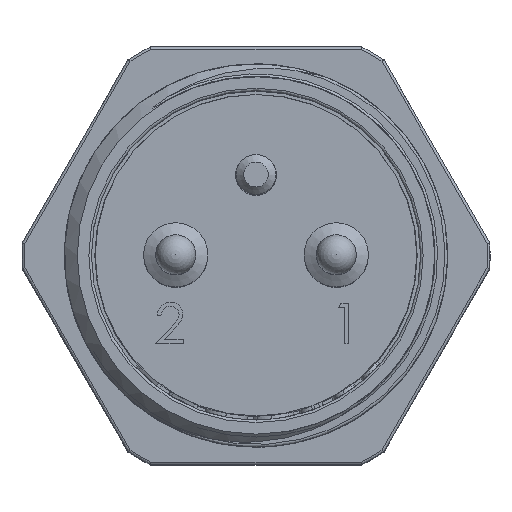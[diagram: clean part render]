
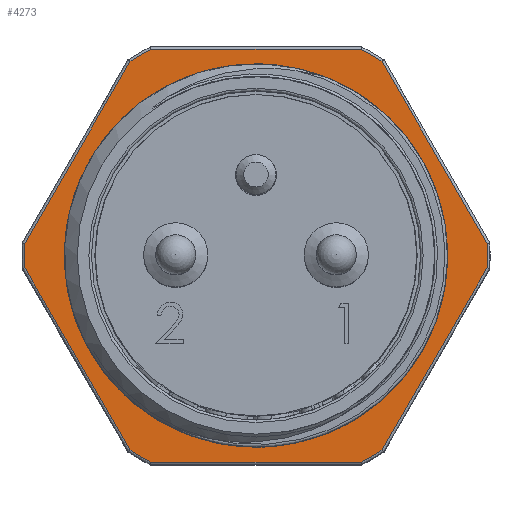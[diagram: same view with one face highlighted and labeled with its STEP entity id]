
A CAD part, top view. The second image highlights one B-rep face of the part: STEP entity #4273.
In plain terms, the highlighted planar face has unit normal (0, 0, 1).
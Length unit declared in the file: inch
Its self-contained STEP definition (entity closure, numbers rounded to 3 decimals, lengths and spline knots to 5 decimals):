
#110=PLANE($,#4628);
#413=LINE($,#13850,#597);
#414=LINE($,#13854,#598);
#415=LINE($,#13858,#599);
#416=LINE($,#13862,#600);
#417=LINE($,#13865,#601);
#418=LINE($,#13867,#602);
#597=VECTOR($,#5159,0.40841);
#598=VECTOR($,#5162,0.40841);
#599=VECTOR($,#5165,0.40841);
#600=VECTOR($,#5168,0.40841);
#601=VECTOR($,#5171,0.40841);
#602=VECTOR($,#5172,0.40841);
#933=FACE_BOUND($,#1373,.T.);
#1058=FACE_OUTER_BOUND($,#1372,.T.);
#1372=EDGE_LOOP($,(#3220,#3221,#3222,#3223,#3224,#3225,#3226,#3227,#3228,
#3229,#3230,#3231));
#1373=EDGE_LOOP($,(#3232));
#1681=CIRCLE($,#4522,0.363);
#1701=CIRCLE($,#4552,0.45);
#1742=CIRCLE($,#4629,0.45);
#1743=CIRCLE($,#4630,0.45);
#1744=CIRCLE($,#4631,0.45);
#1745=CIRCLE($,#4632,0.45);
#1746=CIRCLE($,#4633,0.45);
#1853=VERTEX_POINT($,#5960);
#1873=VERTEX_POINT($,#6010);
#1874=VERTEX_POINT($,#6011);
#2008=VERTEX_POINT($,#13848);
#2009=VERTEX_POINT($,#13849);
#2010=VERTEX_POINT($,#13851);
#2011=VERTEX_POINT($,#13853);
#2012=VERTEX_POINT($,#13855);
#2013=VERTEX_POINT($,#13857);
#2014=VERTEX_POINT($,#13859);
#2015=VERTEX_POINT($,#13861);
#2016=VERTEX_POINT($,#13863);
#2017=VERTEX_POINT($,#13866);
#2321=EDGE_CURVE($,#1853,#1853,#1681,.T.);
#2341=EDGE_CURVE($,#1873,#1874,#1701,.T.);
#2489=EDGE_CURVE($,#2008,#2009,#413,.T.);
#2490=EDGE_CURVE($,#2009,#2010,#1742,.T.);
#2491=EDGE_CURVE($,#2010,#2011,#414,.T.);
#2492=EDGE_CURVE($,#2011,#2012,#1743,.T.);
#2493=EDGE_CURVE($,#2012,#2013,#415,.T.);
#2494=EDGE_CURVE($,#2013,#2014,#1744,.T.);
#2495=EDGE_CURVE($,#2014,#2015,#416,.T.);
#2496=EDGE_CURVE($,#2015,#2016,#1745,.T.);
#2497=EDGE_CURVE($,#2016,#1873,#417,.T.);
#2498=EDGE_CURVE($,#1874,#2017,#418,.T.);
#2499=EDGE_CURVE($,#2017,#2008,#1746,.T.);
#3220=ORIENTED_EDGE($,*,*,#2489,.T.);
#3221=ORIENTED_EDGE($,*,*,#2490,.T.);
#3222=ORIENTED_EDGE($,*,*,#2491,.T.);
#3223=ORIENTED_EDGE($,*,*,#2492,.T.);
#3224=ORIENTED_EDGE($,*,*,#2493,.T.);
#3225=ORIENTED_EDGE($,*,*,#2494,.T.);
#3226=ORIENTED_EDGE($,*,*,#2495,.T.);
#3227=ORIENTED_EDGE($,*,*,#2496,.T.);
#3228=ORIENTED_EDGE($,*,*,#2497,.T.);
#3229=ORIENTED_EDGE($,*,*,#2341,.T.);
#3230=ORIENTED_EDGE($,*,*,#2498,.T.);
#3231=ORIENTED_EDGE($,*,*,#2499,.T.);
#3232=ORIENTED_EDGE($,*,*,#2321,.T.);
#4273=ADVANCED_FACE($,(#1058,#933),#110,.F.);
#4522=AXIS2_PLACEMENT_3D($,#5961,#4942,#4943);
#4552=AXIS2_PLACEMENT_3D($,#6012,#5002,#5003);
#4628=AXIS2_PLACEMENT_3D($,#13847,#5157,#5158);
#4629=AXIS2_PLACEMENT_3D($,#13852,#5160,#5161);
#4630=AXIS2_PLACEMENT_3D($,#13856,#5163,#5164);
#4631=AXIS2_PLACEMENT_3D($,#13860,#5166,#5167);
#4632=AXIS2_PLACEMENT_3D($,#13864,#5169,#5170);
#4633=AXIS2_PLACEMENT_3D($,#13868,#5173,#5174);
#4942=DIRECTION('center_axis',(0.,0.,-1.));
#4943=DIRECTION('ref_axis',(-1.,0.,0.));
#5002=DIRECTION('center_axis',(0.,0.,1.));
#5003=DIRECTION('ref_axis',(-1.,0.,0.));
#5157=DIRECTION('center_axis',(0.,0.,-1.));
#5158=DIRECTION('ref_axis',(-1.,0.,0.));
#5159=DIRECTION($,(1.,0.,0.));
#5160=DIRECTION('center_axis',(0.,0.,1.));
#5161=DIRECTION('ref_axis',(-1.,0.,0.));
#5162=DIRECTION($,(0.5,0.866,0.));
#5163=DIRECTION('center_axis',(0.,0.,1.));
#5164=DIRECTION('ref_axis',(-1.,0.,0.));
#5165=DIRECTION($,(-0.5,0.866,0.));
#5166=DIRECTION('center_axis',(0.,0.,1.));
#5167=DIRECTION('ref_axis',(-1.,0.,0.));
#5168=DIRECTION($,(-1.,0.,0.));
#5169=DIRECTION('center_axis',(0.,0.,1.));
#5170=DIRECTION('ref_axis',(-1.,0.,0.));
#5171=DIRECTION($,(-0.5,-0.866,0.));
#5172=DIRECTION($,(0.5,-0.866,0.));
#5173=DIRECTION('center_axis',(0.,0.,1.));
#5174=DIRECTION('ref_axis',(-1.,0.,0.));
#5960=CARTESIAN_POINT('',(-0.39827,0.,0.25));
#5961=CARTESIAN_POINT('Origin',(-0.03527,0.,
0.25));
#6010=CARTESIAN_POINT('',(-0.48465,0.02365,0.25));
#6011=CARTESIAN_POINT('',(-0.48465,-0.02365,0.25));
#6012=CARTESIAN_POINT('Origin',(-0.03527,0.,
0.25));
#13847=CARTESIAN_POINT('Origin',(-0.26968,0.406,0.25));
#13848=CARTESIAN_POINT('',(-0.23948,-0.401,0.25));
#13849=CARTESIAN_POINT('',(0.16893,-0.401,0.25));
#13850=CARTESIAN_POINT($,(0.17013,-0.401,0.25));
#13851=CARTESIAN_POINT('',(0.2099,-0.37735,0.25));
#13852=CARTESIAN_POINT('Origin',(-0.03527,0.,
0.25));
#13853=CARTESIAN_POINT('',(0.4141,-0.02365,0.25));
#13854=CARTESIAN_POINT($,(0.4147,-0.02262,0.25));
#13855=CARTESIAN_POINT('',(0.4141,0.02365,0.25));
#13856=CARTESIAN_POINT('Origin',(-0.03527,0.,
0.25));
#13857=CARTESIAN_POINT('',(0.2099,0.37735,0.25));
#13858=CARTESIAN_POINT($,(0.2093,0.37838,0.25));
#13859=CARTESIAN_POINT('',(0.16893,0.401,0.25));
#13860=CARTESIAN_POINT('Origin',(-0.03527,0.,
0.25));
#13861=CARTESIAN_POINT('',(-0.23948,0.401,0.25));
#13862=CARTESIAN_POINT($,(-0.24067,0.401,0.25));
#13863=CARTESIAN_POINT('',(-0.28045,0.37735,0.25));
#13864=CARTESIAN_POINT('Origin',(-0.03527,0.,
0.25));
#13865=CARTESIAN_POINT($,(-0.48525,0.02262,0.25));
#13866=CARTESIAN_POINT('',(-0.28045,-0.37735,0.25));
#13867=CARTESIAN_POINT($,(-0.27985,-0.37838,0.25));
#13868=CARTESIAN_POINT('Origin',(-0.03527,0.,
0.25));
